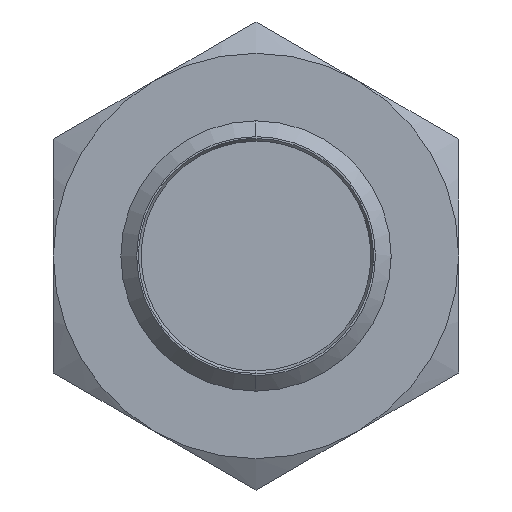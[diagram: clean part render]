
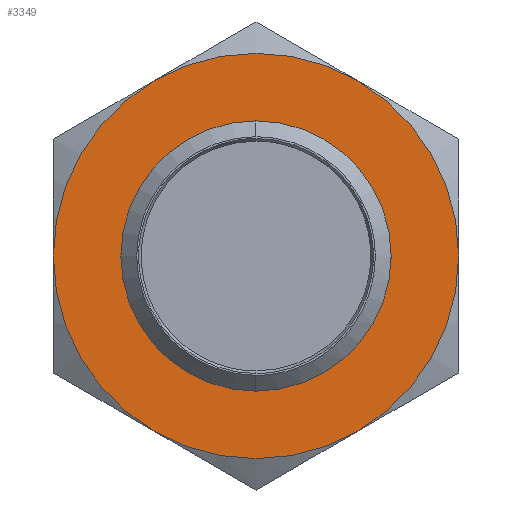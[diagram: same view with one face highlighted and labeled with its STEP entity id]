
A CAD part, front view. The second image highlights one B-rep face of the part: STEP entity #3349.
In plain terms, the highlighted planar face has unit normal (0, -1, 0).
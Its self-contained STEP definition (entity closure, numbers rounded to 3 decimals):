
#58 = EDGE_LOOP ( 'NONE', ( #4951, #2704, #1693, #4750, #581, #2902 ) ) ;
#167 = AXIS2_PLACEMENT_3D ( 'NONE', #5710, #4252, #4744 ) ;
#218 = CARTESIAN_POINT ( 'NONE',  ( 25.677, 12.309, 46.946 ) ) ;
#233 = AXIS2_PLACEMENT_3D ( 'NONE', #3952, #885, #5416 ) ;
#402 = CIRCLE ( 'NONE', #3267, 9. ) ;
#571 = VERTEX_POINT ( 'NONE', #936 ) ;
#581 = ORIENTED_EDGE ( 'NONE', *, *, #3630, .F. ) ;
#691 = DIRECTION ( 'NONE',  ( 0., 1., 0. ) ) ;
#698 = ORIENTED_EDGE ( 'NONE', *, *, #3753, .T. ) ;
#885 = DIRECTION ( 'NONE',  ( 0., 1., 0. ) ) ;
#936 = CARTESIAN_POINT ( 'NONE',  ( 15.177, 12.309, 39.152 ) ) ;
#974 = EDGE_LOOP ( 'NONE', ( #1766, #698 ) ) ;
#975 = CIRCLE ( 'NONE', #2792, 9. ) ;
#1059 = CARTESIAN_POINT ( 'NONE',  ( 24.177, 12.309, 54.741 ) ) ;
#1108 = DIRECTION ( 'NONE',  ( 0., -1., 0. ) ) ;
#1489 = DIRECTION ( 'NONE',  ( 0., 1., 0. ) ) ;
#1510 = VERTEX_POINT ( 'NONE', #2713 ) ;
#1556 = EDGE_CURVE ( 'NONE', #1968, #1510, #2641, .T. ) ;
#1598 = CARTESIAN_POINT ( 'NONE',  ( 24.177, 12.309, 39.152 ) ) ;
#1693 = ORIENTED_EDGE ( 'NONE', *, *, #4211, .F. ) ;
#1759 = CIRCLE ( 'NONE', #167, 9. ) ;
#1766 = ORIENTED_EDGE ( 'NONE', *, *, #4658, .T. ) ;
#1783 = AXIS2_PLACEMENT_3D ( 'NONE', #2808, #4837, #5301 ) ;
#1818 = AXIS2_PLACEMENT_3D ( 'NONE', #5180, #1108, #4746 ) ;
#1841 = VERTEX_POINT ( 'NONE', #2807 ) ;
#1859 = DIRECTION ( 'NONE',  ( 1., 0., 0. ) ) ;
#1968 = VERTEX_POINT ( 'NONE', #1059 ) ;
#1983 = CIRCLE ( 'NONE', #1783, 6. ) ;
#2214 = DIRECTION ( 'NONE',  ( 1., 0., 0. ) ) ;
#2405 = VERTEX_POINT ( 'NONE', #5480 ) ;
#2427 = DIRECTION ( 'NONE',  ( 0., 1., 0. ) ) ;
#2641 = CIRCLE ( 'NONE', #3498, 9. ) ;
#2704 = ORIENTED_EDGE ( 'NONE', *, *, #5341, .F. ) ;
#2713 = CARTESIAN_POINT ( 'NONE',  ( 28.677, 12.309, 46.946 ) ) ;
#2723 = DIRECTION ( 'NONE',  ( 0., 1., 0. ) ) ;
#2792 = AXIS2_PLACEMENT_3D ( 'NONE', #5357, #2829, #1859 ) ;
#2807 = CARTESIAN_POINT ( 'NONE',  ( 13.677, 12.309, 46.946 ) ) ;
#2808 = CARTESIAN_POINT ( 'NONE',  ( 19.677, 12.309, 46.946 ) ) ;
#2829 = DIRECTION ( 'NONE',  ( 0., 1., 0. ) ) ;
#2897 = AXIS2_PLACEMENT_3D ( 'NONE', #4787, #2723, #6212 ) ;
#2902 = ORIENTED_EDGE ( 'NONE', *, *, #6076, .F. ) ;
#2999 = CARTESIAN_POINT ( 'NONE',  ( 19.677, 12.309, 46.946 ) ) ;
#3096 = CIRCLE ( 'NONE', #233, 9. ) ;
#3267 = AXIS2_PLACEMENT_3D ( 'NONE', #2999, #2427, #4925 ) ;
#3349 = ADVANCED_FACE ( 'NONE', ( #3717, #3751 ), #5242, .T. ) ;
#3474 = EDGE_CURVE ( 'NONE', #571, #2405, #3644, .T. ) ;
#3498 = AXIS2_PLACEMENT_3D ( 'NONE', #5243, #691, #2214 ) ;
#3630 = EDGE_CURVE ( 'NONE', #5720, #571, #975, .T. ) ;
#3644 = CIRCLE ( 'NONE', #2897, 9. ) ;
#3717 = FACE_OUTER_BOUND ( 'NONE', #58, .T. ) ;
#3751 = FACE_BOUND ( 'NONE', #974, .T. ) ;
#3753 = EDGE_CURVE ( 'NONE', #1841, #4709, #6506, .T. ) ;
#3952 = CARTESIAN_POINT ( 'NONE',  ( 19.677, 12.309, 46.946 ) ) ;
#4211 = EDGE_CURVE ( 'NONE', #2405, #6141, #402, .T. ) ;
#4252 = DIRECTION ( 'NONE',  ( 0., 1., 0. ) ) ;
#4516 = CARTESIAN_POINT ( 'NONE',  ( 19.677, 12.309, 46.946 ) ) ;
#4579 = DIRECTION ( 'NONE',  ( 1., 0., 0. ) ) ;
#4658 = EDGE_CURVE ( 'NONE', #4709, #1841, #1983, .T. ) ;
#4709 = VERTEX_POINT ( 'NONE', #218 ) ;
#4744 = DIRECTION ( 'NONE',  ( 1., 0., 0. ) ) ;
#4746 = DIRECTION ( 'NONE',  ( -1., 0., 0. ) ) ;
#4750 = ORIENTED_EDGE ( 'NONE', *, *, #3474, .F. ) ;
#4787 = CARTESIAN_POINT ( 'NONE',  ( 19.677, 12.309, 46.946 ) ) ;
#4837 = DIRECTION ( 'NONE',  ( 0., 1., 0. ) ) ;
#4925 = DIRECTION ( 'NONE',  ( 1., 0., 0. ) ) ;
#4951 = ORIENTED_EDGE ( 'NONE', *, *, #1556, .F. ) ;
#5122 = AXIS2_PLACEMENT_3D ( 'NONE', #4516, #1489, #4579 ) ;
#5180 = CARTESIAN_POINT ( 'NONE',  ( 19.677, 12.309, 36.554 ) ) ;
#5242 = PLANE ( 'NONE',  #1818 ) ;
#5243 = CARTESIAN_POINT ( 'NONE',  ( 19.677, 12.309, 46.946 ) ) ;
#5301 = DIRECTION ( 'NONE',  ( 1., 0., 0. ) ) ;
#5309 = CARTESIAN_POINT ( 'NONE',  ( 15.177, 12.309, 54.741 ) ) ;
#5341 = EDGE_CURVE ( 'NONE', #6141, #1968, #3096, .T. ) ;
#5357 = CARTESIAN_POINT ( 'NONE',  ( 19.677, 12.309, 46.946 ) ) ;
#5416 = DIRECTION ( 'NONE',  ( 1., 0., 0. ) ) ;
#5480 = CARTESIAN_POINT ( 'NONE',  ( 10.677, 12.309, 46.946 ) ) ;
#5710 = CARTESIAN_POINT ( 'NONE',  ( 19.677, 12.309, 46.946 ) ) ;
#5720 = VERTEX_POINT ( 'NONE', #1598 ) ;
#6076 = EDGE_CURVE ( 'NONE', #1510, #5720, #1759, .T. ) ;
#6141 = VERTEX_POINT ( 'NONE', #5309 ) ;
#6212 = DIRECTION ( 'NONE',  ( 1., 0., 0. ) ) ;
#6506 = CIRCLE ( 'NONE', #5122, 6. ) ;
